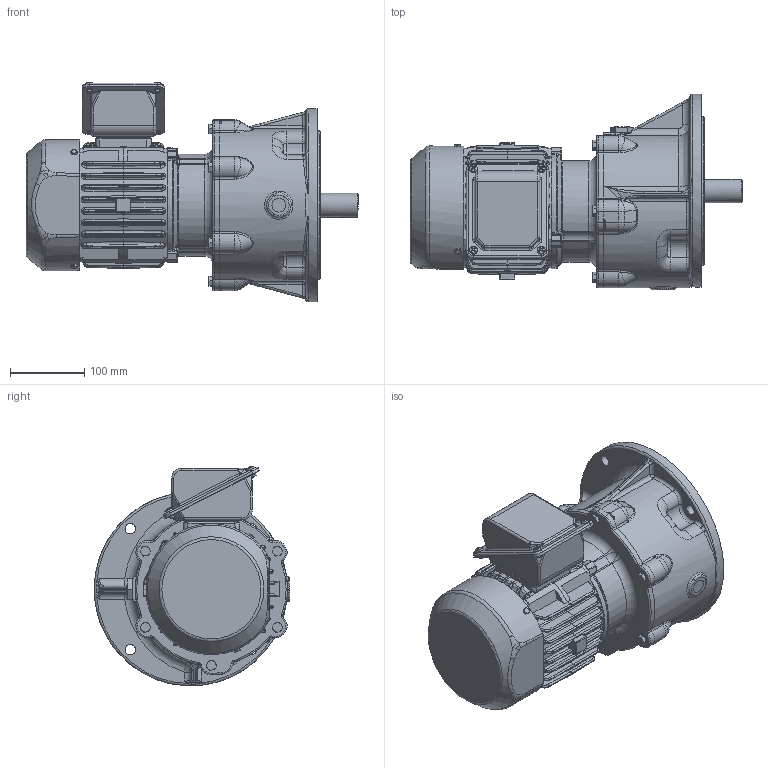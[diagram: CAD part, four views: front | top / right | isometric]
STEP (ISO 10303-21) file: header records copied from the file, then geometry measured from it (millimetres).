
FILE_DESCRIPTION (( 'STEP AP214' ), '1' );
FILE_NAME ('EK2DO07152H001_FVB_0.75kW_R40.stp', '2022-06-17T00:01:37', ( 'Windows 餌辨濠' ), ( '' ), 'SwSTEP 2.0', 'SolidWorks 2021', '' );
FILE_SCHEMA (( 'AUTOMOTIVE_DESIGN' ));
Length unit declared in the file: millimetre
Products named in the file (1): EK2DO07152H001_FVB_0.75kW_R40
Bounding box: 446.5 x 263.25 x 295.48 mm (x, y, z)
Volume: 10629470.6 mm3; surface area: 462930.4 mm2
Topology: 1 solids, 2 shells, 1932 faces, 4633 edges, 2719 vertices
Faces by surface type: cylinder 598, bspline 563, plane 522, torus 121, cone 78, sphere 50
Full cylindrical faces by diameter (mm): 6 x4, 8 x4, 9.5 x1, 10.5 x4, 11.6 x6, 14 x4, 32 x1, 35 x2, 51.5 x1, 55 x1, 200 x1, 260 x1
Entity records: 75727 total; most frequent: CARTESIAN_POINT 36685, ORIENTED_EDGE 9026, DIRECTION 7033, EDGE_CURVE 4513, AXIS2_PLACEMENT_3D 2793, VERTEX_POINT 2685, EDGE_LOOP 2042, FACE_OUTER_BOUND 1974
